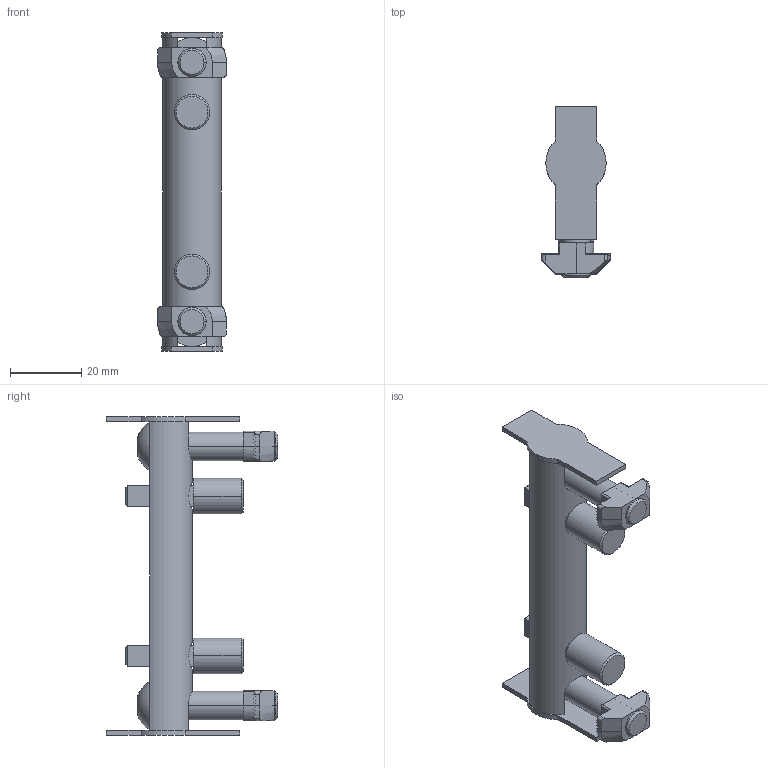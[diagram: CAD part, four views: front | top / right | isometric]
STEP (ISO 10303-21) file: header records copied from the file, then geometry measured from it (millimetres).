
FILE_DESCRIPTION((''),'2;1');
FILE_NAME('11134_SPOJNI_EL_90_FI17_KIT_U10_ASM','2022-09-16T13:54:16',('PredragRovcanin'),('Audax d.o.o.'),'CREO PARAMETRIC BY PTC INC, 2020281','CREO PARAMETRIC BY PTC INC, 2020281','');
FILE_SCHEMA(('AUTOMOTIVE_DESIGN { 1 0 10303 214 1 1 1 1 }'));
Length unit declared in the file: millimetre
Products named in the file (6): 11134_SPOJNI_EL_90_FI17_U10_A; 11134_SPOJNI_EL_90_FI17_U10_D; 11134_SPOJNI_EL_90_FI17_U10_B; 11134_SPOJNI_EL_90_FI17_U10_C; 11134_SPOJNI_EL_90_FI17_U10_E; 11134_SPOJNI_EL_90_FI17_KIT_U10_ASM
Assembly tree (9 placements, depth 2):
  11134_SPOJNI_EL_90_FI17_KIT_U10_ASM
    11134_SPOJNI_EL_90_FI17_U10_A
    11134_SPOJNI_EL_90_FI17_U10_D  x2
    11134_SPOJNI_EL_90_FI17_U10_B  x2
    11134_SPOJNI_EL_90_FI17_U10_C  x2
    11134_SPOJNI_EL_90_FI17_U10_E  x2
Bounding box: 19.4 x 48.2 x 89.8 mm (x, y, z)
Volume: 21664.2 mm3; surface area: 15408.7 mm2
Topology: 9 solids, 13 shells, 244 faces, 631 edges, 430 vertices
Faces by surface type: plane 171, cylinder 57, cone 12, sphere 4
Entity records: 6786 total; most frequent: CARTESIAN_POINT 996, DIRECTION 688, ORIENTED_EDGE 656, PRESENTATION_STYLE_ASSIGNMENT 365, STYLED_ITEM 365, CURVE_STYLE 358, EDGE_CURVE 332, COLOUR_RGB 329
